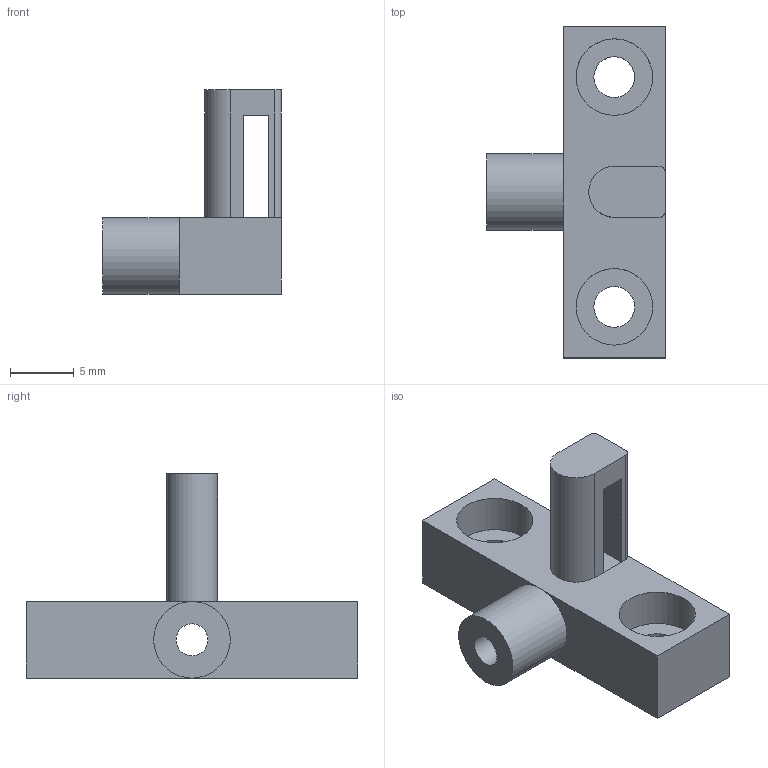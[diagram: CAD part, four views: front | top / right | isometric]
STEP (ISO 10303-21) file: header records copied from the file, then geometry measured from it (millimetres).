
FILE_DESCRIPTION(('FreeCAD Model'),'2;1');
FILE_NAME('Interface-Rotule_3.step','2015-11-25T22:48:17',('Author'),(''), 'Open CASCADE STEP processor 6.8','FreeCAD','Unknown');
FILE_SCHEMA(('AUTOMOTIVE_DESIGN_CC2 { 1 2 10303 214 -1 1 5 4 }'));
Length unit declared in the file: millimetre
Products named in the file (2): ASSEMBLY; Pocket003
Assembly tree (1 placements, depth 2):
  ASSEMBLY
    Pocket003
Bounding box: 14 x 26 x 16 mm (x, y, z)
Volume: 1288.8 mm3; surface area: 1405 mm2
Topology: 1 solids, 1 shells, 27 faces, 67 edges, 42 vertices
Faces by surface type: plane 18, cylinder 9
Full cylindrical faces by diameter (mm): 2.5 x1, 3.2 x2, 6 x3
Entity records: 1753 total; most frequent: CARTESIAN_POINT 332, DIRECTION 269, LINE 161, VECTOR 161, ORIENTED_EDGE 134, PCURVE 134, DEFINITIONAL_REPRESENTATION 134, EDGE_CURVE 67
